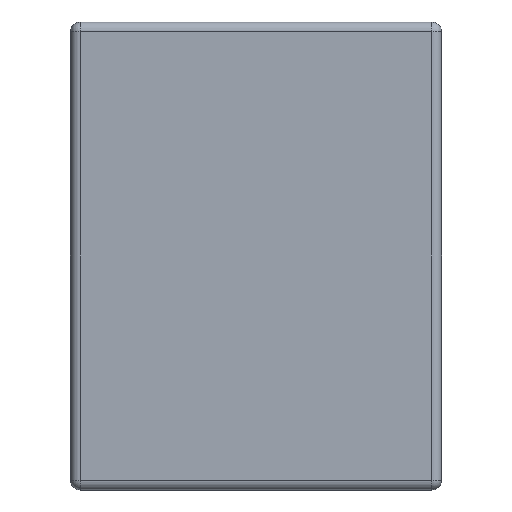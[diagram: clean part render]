
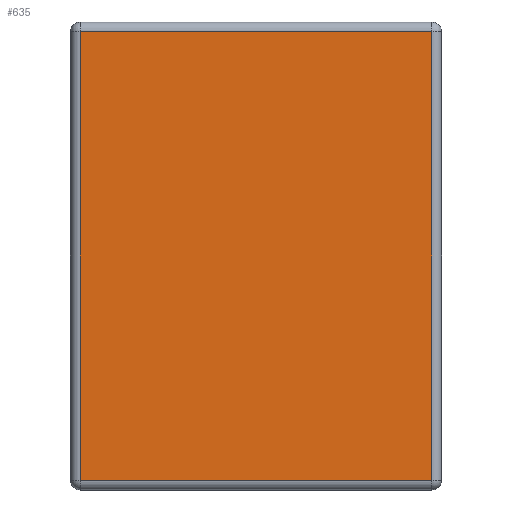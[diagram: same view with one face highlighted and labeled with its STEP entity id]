
A CAD part, left-side view. The second image highlights one B-rep face of the part: STEP entity #635.
In plain terms, the highlighted planar face has unit normal (-1, 0, 0).
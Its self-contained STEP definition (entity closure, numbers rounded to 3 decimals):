
#5 = EDGE_CURVE ( 'NONE', #4146, #1288, #2310, .T. ) ;
#98 = ORIENTED_EDGE ( 'NONE', *, *, #5, .T. ) ;
#277 = LINE ( 'NONE', #3599, #3247 ) ;
#365 = EDGE_CURVE ( 'NONE', #4199, #1535, #277, .T. ) ;
#594 = CARTESIAN_POINT ( 'NONE',  ( 0., 0.06, -2.84 ) ) ;
#633 = CARTESIAN_POINT ( 'NONE',  ( 0., 0., -2.84 ) ) ;
#635 = ADVANCED_FACE ( 'NONE', ( #1900 ), #2290, .T. ) ;
#830 = DIRECTION ( 'NONE',  ( -1., 0., 0. ) ) ;
#897 = ORIENTED_EDGE ( 'NONE', *, *, #3549, .T. ) ;
#1163 = VECTOR ( 'NONE', #2520, 1000. ) ;
#1288 = VERTEX_POINT ( 'NONE', #4462 ) ;
#1354 = DIRECTION ( 'NONE',  ( 0., -1., 0. ) ) ;
#1465 = EDGE_LOOP ( 'NONE', ( #1858, #3185, #897, #98 ) ) ;
#1488 = VECTOR ( 'NONE', #4544, 1000. ) ;
#1531 = AXIS2_PLACEMENT_3D ( 'NONE', #1919, #830, #4108 ) ;
#1535 = VERTEX_POINT ( 'NONE', #3607 ) ;
#1548 = VECTOR ( 'NONE', #1354, 1000. ) ;
#1858 = ORIENTED_EDGE ( 'NONE', *, *, #3749, .T. ) ;
#1900 = FACE_OUTER_BOUND ( 'NONE', #1465, .T. ) ;
#1919 = CARTESIAN_POINT ( 'NONE',  ( 0., 0., 0. ) ) ;
#2068 = CARTESIAN_POINT ( 'NONE',  ( 0., 2.3, -0.06 ) ) ;
#2290 = PLANE ( 'NONE',  #1531 ) ;
#2310 = LINE ( 'NONE', #3986, #1163 ) ;
#2461 = LINE ( 'NONE', #2068, #1488 ) ;
#2478 = DIRECTION ( 'NONE',  ( 0., 0., 1. ) ) ;
#2520 = DIRECTION ( 'NONE',  ( 0., 0., -1. ) ) ;
#3185 = ORIENTED_EDGE ( 'NONE', *, *, #365, .T. ) ;
#3247 = VECTOR ( 'NONE', #2478, 1000. ) ;
#3549 = EDGE_CURVE ( 'NONE', #1535, #4146, #2461, .T. ) ;
#3599 = CARTESIAN_POINT ( 'NONE',  ( 0., 0.06, 0. ) ) ;
#3607 = CARTESIAN_POINT ( 'NONE',  ( 0., 0.06, -0.06 ) ) ;
#3749 = EDGE_CURVE ( 'NONE', #1288, #4199, #3941, .T. ) ;
#3814 = CARTESIAN_POINT ( 'NONE',  ( 0., 2.24, -0.06 ) ) ;
#3941 = LINE ( 'NONE', #633, #1548 ) ;
#3986 = CARTESIAN_POINT ( 'NONE',  ( 0., 2.24, -2.9 ) ) ;
#4108 = DIRECTION ( 'NONE',  ( 0., 0., 1. ) ) ;
#4146 = VERTEX_POINT ( 'NONE', #3814 ) ;
#4199 = VERTEX_POINT ( 'NONE', #594 ) ;
#4462 = CARTESIAN_POINT ( 'NONE',  ( 0., 2.24, -2.84 ) ) ;
#4544 = DIRECTION ( 'NONE',  ( 0., 1., 0. ) ) ;
